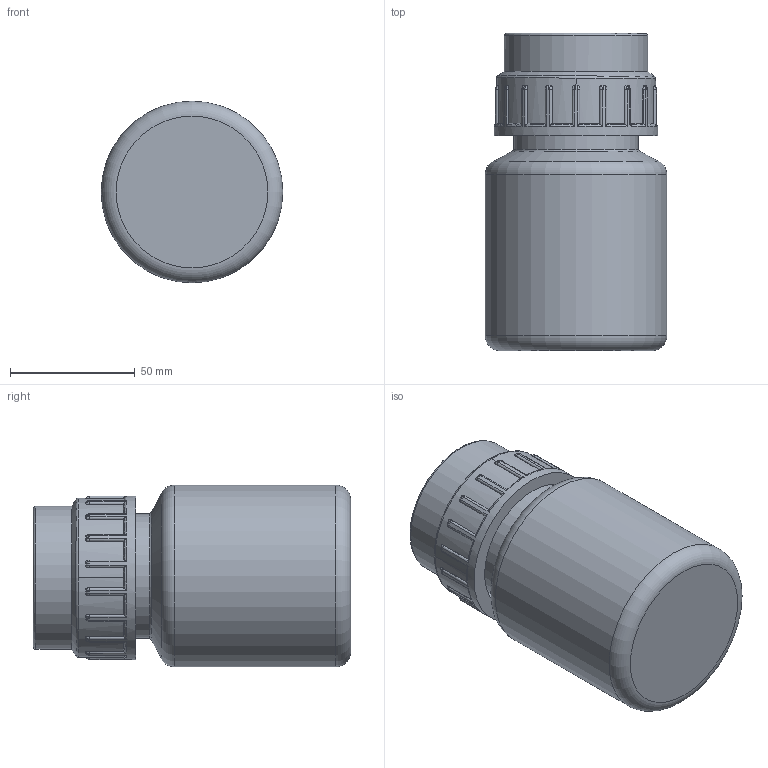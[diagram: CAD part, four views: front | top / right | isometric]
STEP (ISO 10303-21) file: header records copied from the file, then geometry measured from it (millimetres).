
FILE_DESCRIPTION(/* description */ ('This is a sample STEP configuration'),/* implementation_level */ '2;1');
FILE_NAME(/* name */ '260325.stp',/* time_stamp */ '2021-10-13T09:44:17+02:00',/* author */ ('powerJobs'),/* organization */ ('coolOrange'),/* preprocessor_version */ 'ST-DEVELOPER v18.1',/* originating_system */ 'Autodesk Inventor 2022',/* authorisation */ '');
FILE_SCHEMA (('AUTOMOTIVE_DESIGN { 1 0 10303 214 3 1 1 }'));
Length unit declared in the file: millimetre
Products named in the file (1): 260325
Bounding box: 72.8 x 127.13 x 72.8 mm (x, y, z)
Volume: 117854.4 mm3; surface area: 83236.4 mm2
Topology: 3 solids, 3 shells, 264 faces, 662 edges, 405 vertices
Faces by surface type: plane 81, bspline 76, cylinder 48, cone 31, torus 28
Full cylindrical faces by diameter (mm): 43.4 x1, 50 x1, 53.4 x1, 54.8 x1, 57.4 x1, 59.7 x1, 61.5 x1, 65.5 x1, 66.2 x1, 72.8 x1
Entity records: 10101 total; most frequent: CARTESIAN_POINT 4019, ORIENTED_EDGE 1356, DIRECTION 976, EDGE_CURVE 678, VERTEX_POINT 405, AXIS2_PLACEMENT_3D 368, EDGE_LOOP 269, STYLED_ITEM 267
